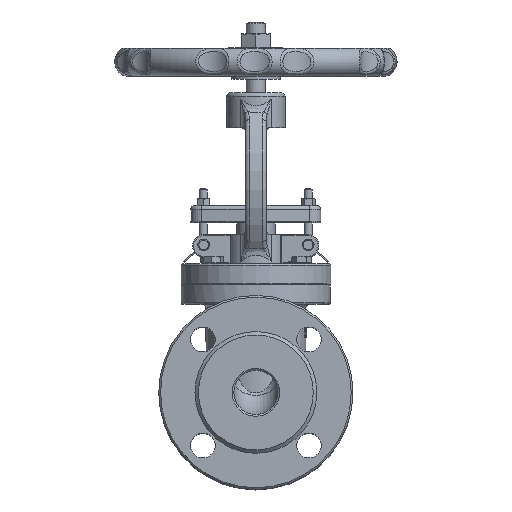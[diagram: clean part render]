
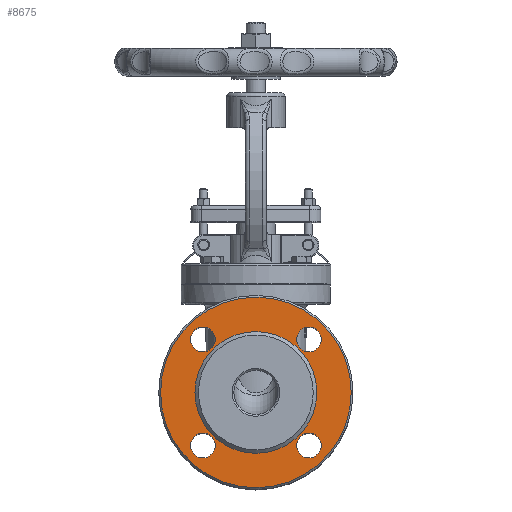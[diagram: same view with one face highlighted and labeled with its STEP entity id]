
A CAD part, top view. The second image highlights one B-rep face of the part: STEP entity #8675.
In plain terms, the highlighted planar face has unit normal (0, 0, 1).
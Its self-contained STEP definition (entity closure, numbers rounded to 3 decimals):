
#1547=FACE_BOUND('',#2466,.T.);
#1548=FACE_BOUND('',#2467,.T.);
#1549=FACE_BOUND('',#2468,.T.);
#1550=FACE_BOUND('',#2469,.T.);
#1551=FACE_BOUND('',#2470,.T.);
#1660=PLANE('',#9434);
#1900=FACE_OUTER_BOUND('',#2465,.T.);
#2465=EDGE_LOOP('',(#6225));
#2466=EDGE_LOOP('',(#6226));
#2467=EDGE_LOOP('',(#6227));
#2468=EDGE_LOOP('',(#6228));
#2469=EDGE_LOOP('',(#6229));
#2470=EDGE_LOOP('',(#6230));
#3023=CIRCLE('',#9433,54.);
#3024=CIRCLE('',#9435,34.5);
#3025=CIRCLE('',#9436,7.);
#3026=CIRCLE('',#9437,7.);
#3027=CIRCLE('',#9438,7.);
#3028=CIRCLE('',#9439,7.);
#3653=VERTEX_POINT('',#16661);
#3654=VERTEX_POINT('',#16665);
#3655=VERTEX_POINT('',#16667);
#3656=VERTEX_POINT('',#16669);
#3657=VERTEX_POINT('',#16671);
#3658=VERTEX_POINT('',#16673);
#4578=EDGE_CURVE('',#3653,#3653,#3023,.T.);
#4580=EDGE_CURVE('',#3654,#3654,#3024,.T.);
#4581=EDGE_CURVE('',#3655,#3655,#3025,.T.);
#4582=EDGE_CURVE('',#3656,#3656,#3026,.T.);
#4583=EDGE_CURVE('',#3657,#3657,#3027,.T.);
#4584=EDGE_CURVE('',#3658,#3658,#3028,.T.);
#6225=ORIENTED_EDGE('',*,*,#4578,.F.);
#6226=ORIENTED_EDGE('',*,*,#4580,.F.);
#6227=ORIENTED_EDGE('',*,*,#4581,.T.);
#6228=ORIENTED_EDGE('',*,*,#4582,.T.);
#6229=ORIENTED_EDGE('',*,*,#4583,.T.);
#6230=ORIENTED_EDGE('',*,*,#4584,.T.);
#8675=ADVANCED_FACE('',(#1900,#1547,#1548,#1549,#1550,#1551),#1660,.T.);
#9433=AXIS2_PLACEMENT_3D('',#16662,#10740,#10741);
#9434=AXIS2_PLACEMENT_3D('',#16664,#10743,#10744);
#9435=AXIS2_PLACEMENT_3D('',#16666,#10745,#10746);
#9436=AXIS2_PLACEMENT_3D('',#16668,#10747,#10748);
#9437=AXIS2_PLACEMENT_3D('',#16670,#10749,#10750);
#9438=AXIS2_PLACEMENT_3D('',#16672,#10751,#10752);
#9439=AXIS2_PLACEMENT_3D('',#16674,#10753,#10754);
#10740=DIRECTION('center_axis',(0.,0.,-1.));
#10741=DIRECTION('ref_axis',(-1.,0.,0.));
#10743=DIRECTION('center_axis',(0.,0.,1.));
#10744=DIRECTION('ref_axis',(1.,0.,0.));
#10745=DIRECTION('center_axis',(0.,0.,1.));
#10746=DIRECTION('ref_axis',(-1.,0.,0.));
#10747=DIRECTION('center_axis',(0.,0.,-1.));
#10748=DIRECTION('ref_axis',(-1.,0.,0.));
#10749=DIRECTION('center_axis',(0.,0.,-1.));
#10750=DIRECTION('ref_axis',(-1.,0.,0.));
#10751=DIRECTION('center_axis',(0.,0.,-1.));
#10752=DIRECTION('ref_axis',(-1.,0.,0.));
#10753=DIRECTION('center_axis',(0.,0.,-1.));
#10754=DIRECTION('ref_axis',(-1.,0.,0.));
#16661=CARTESIAN_POINT('',(54.,0.,16.5));
#16662=CARTESIAN_POINT('Origin',(0.,0.,16.5));
#16664=CARTESIAN_POINT('Origin',(0.,0.,16.5));
#16665=CARTESIAN_POINT('',(34.5,0.,16.5));
#16666=CARTESIAN_POINT('Origin',(0.,0.,16.5));
#16667=CARTESIAN_POINT('',(37.052,30.052,16.5));
#16668=CARTESIAN_POINT('Origin',(30.052,30.052,16.5));
#16669=CARTESIAN_POINT('',(-23.052,30.052,16.5));
#16670=CARTESIAN_POINT('Origin',(-30.052,30.052,16.5));
#16671=CARTESIAN_POINT('',(-23.052,-30.052,16.5));
#16672=CARTESIAN_POINT('Origin',(-30.052,-30.052,16.5));
#16673=CARTESIAN_POINT('',(37.052,-30.052,16.5));
#16674=CARTESIAN_POINT('Origin',(30.052,-30.052,16.5));
